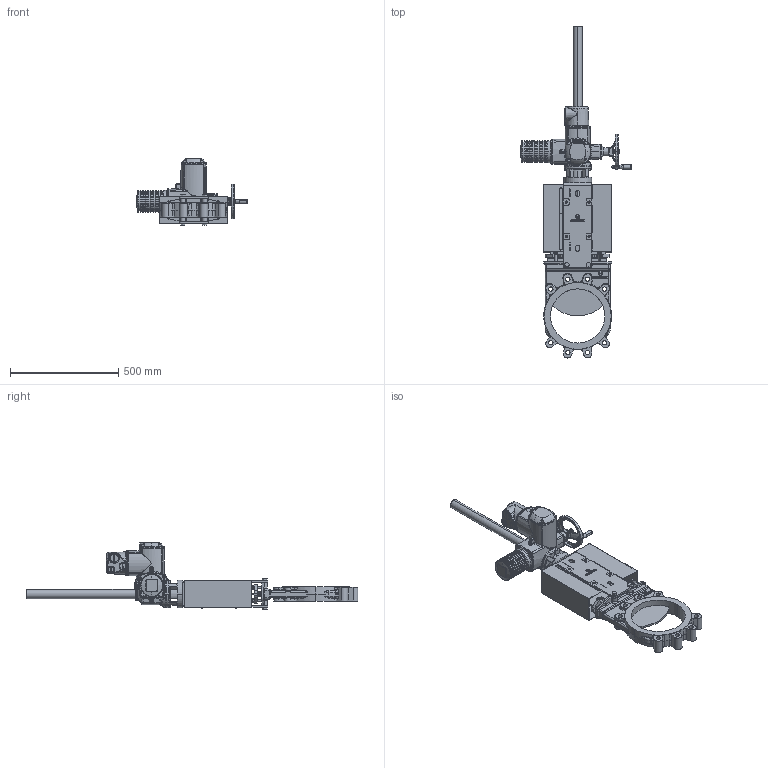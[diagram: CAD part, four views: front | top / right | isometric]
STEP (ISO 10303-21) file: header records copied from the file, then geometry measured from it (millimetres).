
FILE_DESCRIPTION (( 'STEP AP214' ), '1' );
FILE_NAME ('EB DN250_CAST IRON_ELECTRIC ACTUATOR.STEP', '2012-04-20T08:42:28', ( 'Usuario' ), ( '' ), 'SwSTEP 2.0', 'SolidWorks 2011', '' );
FILE_SCHEMA (( 'AUTOMOTIVE_DESIGN' ));
Length unit declared in the file: millimetre
Products named in the file (1): EB DN250_CAST IRON_ELECTRIC ACTUATOR
Bounding box: 512.61 x 1530.83 x 308.8 mm (x, y, z)
Surface area: 1724450.1 mm2 (no closed solid volume)
Topology: 0 solids, 110 shells, 1919 faces, 6954 edges, 4880 vertices
Faces by surface type: bspline 684, cylinder 511, plane 459, cone 192, torus 49, sphere 24
Entity records: 315757 total; most frequent: CARTESIAN_POINT 242771, ORIENTED_EDGE 10798, DIRECTION 9043, EDGE_CURVE 6897, VERTEX_POINT 4880, AXIS2_PLACEMENT_3D 3290, VECTOR 2463, LINE 2463
